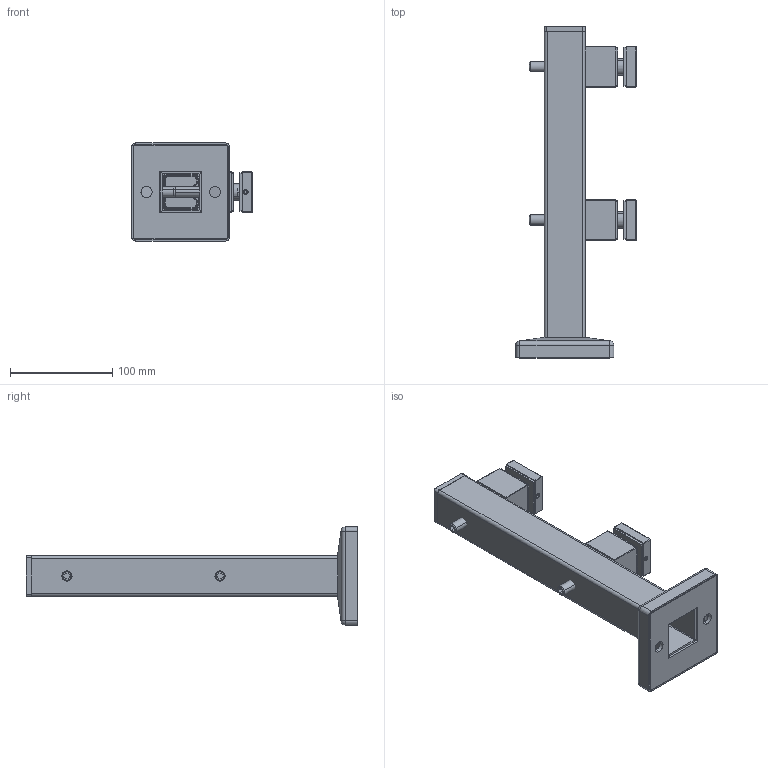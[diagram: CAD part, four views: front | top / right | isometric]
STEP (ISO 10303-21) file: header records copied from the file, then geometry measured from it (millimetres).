
FILE_DESCRIPTION (( 'STEP AP203' ), '1' );
FILE_NAME ('Stlpikový spigot.STEP', '2022-05-31T04:49:18', ( '' ), ( '' ), 'SwSTEP 2.0', 'SolidWorks 2019', '' );
FILE_SCHEMA (( 'CONFIG_CONTROL_DESIGN' ));
Length unit declared in the file: millimetre
Products named in the file (15): A_4511-9640; JP 40x2-300_Default<As Machined>; A_1981-92x40x4-N; A-4732-040; A_0745-300 Odliatok_skupina; A_0745-300.P2 Odliatok; A_0745-300.P5 Odliatok; A_0745-300.P4; A_0745-300.P3; A_0745-300.P6; A_0745-300.P7; Stlpikový spigot; A_0745-300.P1 Odliatok_Default<Jako obrobenì>; DIN 913_SKRUTKA M10X50
Assembly tree (24 placements, depth 3):
  Stlpikový spigot
    A_1981-92x40x4-N
    JP 40x2-300_Default<As Machined>
    A_4511-9640
    A-4732-040
    A_0745-300 Odliatok_skupina
      A_0745-300.P1 Odliatok_Default<Jako obrobenì>
      A_0745-300.P2 Odliatok
      A_0745-300.P3
      A_0745-300.P4
      A_0745-300.P5 Odliatok  x2
      A_0745-300.P6
      A_0745-300.P7
    A_0745-300 Odliatok_skupina
      A_0745-300.P1 Odliatok_Default<Jako obrobenì>
      A_0745-300.P2 Odliatok
      A_0745-300.P3
      A_0745-300.P4
      A_0745-300.P5 Odliatok  x2
      A_0745-300.P6
      A_0745-300.P7
    DIN 913_SKRUTKA M10X50  x2
Bounding box: 118 x 325 x 96 mm (x, y, z)
Volume: 257585.9 mm3; surface area: 208575.2 mm2
Topology: 22 solids, 22 shells, 458 faces, 1093 edges, 678 vertices
Faces by surface type: plane 210, cylinder 177, cone 54, sphere 10, torus 7
Entity records: 10880 total; most frequent: CARTESIAN_POINT 1729, DIRECTION 1607, ORIENTED_EDGE 1460, EDGE_CURVE 730, AXIS2_PLACEMENT_3D 581, VERTEX_POINT 457, LINE 445, VECTOR 445
